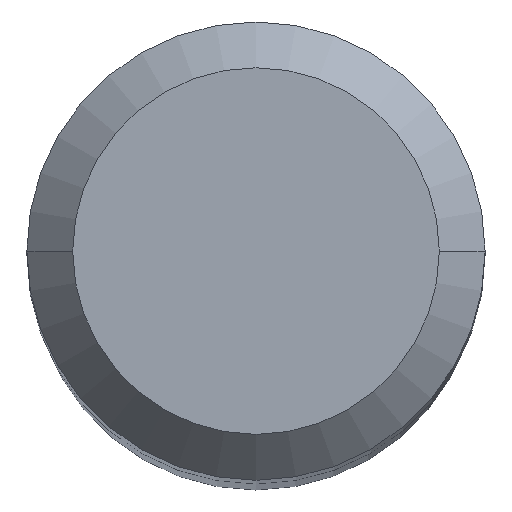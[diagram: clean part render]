
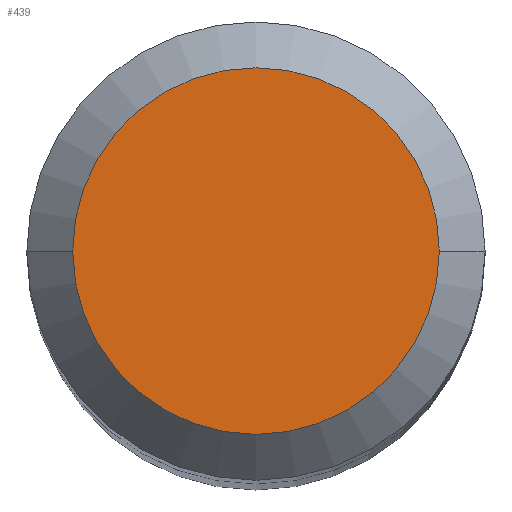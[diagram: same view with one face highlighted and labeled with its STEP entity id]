
A CAD part, top view. The second image highlights one B-rep face of the part: STEP entity #439.
In plain terms, the highlighted planar face has unit normal (0, 0, 1).
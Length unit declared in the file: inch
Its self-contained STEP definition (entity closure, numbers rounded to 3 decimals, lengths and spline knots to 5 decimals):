
#25 = VERTEX_POINT ( 'NONE', #380 ) ;
#35 = CIRCLE ( 'NONE', #163, 0.15748 ) ;
#62 = CARTESIAN_POINT ( 'NONE',  ( 0., 0., 0. ) ) ;
#94 = EDGE_CURVE ( 'NONE', #25, #189, #35, .T. ) ;
#97 = CIRCLE ( 'NONE', #385, 0.15748 ) ;
#148 = FACE_OUTER_BOUND ( 'NONE', #401, .T. ) ;
#163 = AXIS2_PLACEMENT_3D ( 'NONE', #62, #211, #347 ) ;
#165 = AXIS2_PLACEMENT_3D ( 'NONE', #373, #454, #297 ) ;
#183 = CARTESIAN_POINT ( 'NONE',  ( -0.15748, 0., 0. ) ) ;
#189 = VERTEX_POINT ( 'NONE', #183 ) ;
#211 = DIRECTION ( 'NONE',  ( 0., 0., 1. ) ) ;
#221 = PLANE ( 'NONE',  #165 ) ;
#264 = EDGE_CURVE ( 'NONE', #189, #25, #97, .T. ) ;
#297 = DIRECTION ( 'NONE',  ( -1., 0., 0. ) ) ;
#300 = DIRECTION ( 'NONE',  ( 1., 0., 0. ) ) ;
#332 = ORIENTED_EDGE ( 'NONE', *, *, #94, .T. ) ;
#347 = DIRECTION ( 'NONE',  ( 1., 0., 0. ) ) ;
#373 = CARTESIAN_POINT ( 'NONE',  ( 0., 0., 0. ) ) ;
#380 = CARTESIAN_POINT ( 'NONE',  ( 0.15748, 0., 0. ) ) ;
#385 = AXIS2_PLACEMENT_3D ( 'NONE', #446, #478, #300 ) ;
#401 = EDGE_LOOP ( 'NONE', ( #408, #332 ) ) ;
#408 = ORIENTED_EDGE ( 'NONE', *, *, #264, .T. ) ;
#439 = ADVANCED_FACE ( 'NONE', ( #148 ), #221, .F. ) ;
#446 = CARTESIAN_POINT ( 'NONE',  ( 0., 0., 0. ) ) ;
#454 = DIRECTION ( 'NONE',  ( 0., 0., -1. ) ) ;
#478 = DIRECTION ( 'NONE',  ( 0., 0., 1. ) ) ;
